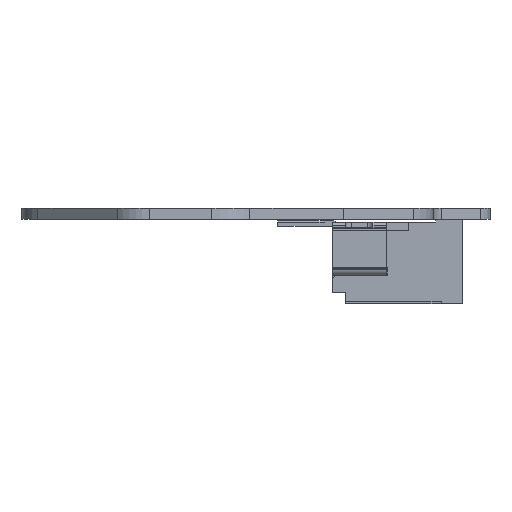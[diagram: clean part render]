
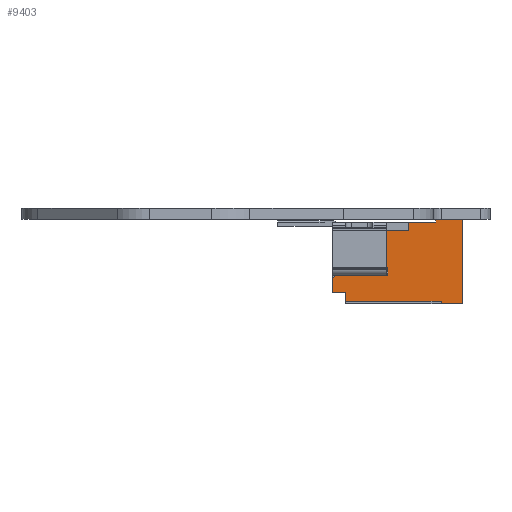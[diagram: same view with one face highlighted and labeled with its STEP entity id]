
A CAD part, left-side view. The second image highlights one B-rep face of the part: STEP entity #9403.
In plain terms, the highlighted face is planar.
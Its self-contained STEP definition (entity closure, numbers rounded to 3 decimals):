
#3022 = VERTEX_POINT('',#3023);
#3023 = CARTESIAN_POINT('',(7.9,2.05,2.));
#4509 = VERTEX_POINT('',#4510);
#4510 = CARTESIAN_POINT('',(7.9,1.77,0.));
#4516 = EDGE_CURVE('',#4517,#4509,#4519,.T.);
#4517 = VERTEX_POINT('',#4518);
#4518 = CARTESIAN_POINT('',(7.9,0.4,0.));
#4519 = LINE('',#4520,#4521);
#4520 = CARTESIAN_POINT('',(7.9,0.4,0.));
#4521 = VECTOR('',#4522,1.);
#4522 = DIRECTION('',(0.,1.,0.));
#4589 = VERTEX_POINT('',#4590);
#4590 = CARTESIAN_POINT('',(7.9,2.7,0.));
#4596 = EDGE_CURVE('',#4597,#4589,#4599,.T.);
#4597 = VERTEX_POINT('',#4598);
#4598 = CARTESIAN_POINT('',(7.9,2.17,0.));
#4599 = LINE('',#4600,#4601);
#4600 = CARTESIAN_POINT('',(7.9,2.17,0.));
#4601 = VECTOR('',#4602,1.);
#4602 = DIRECTION('',(0.,1.,0.));
#7667 = VERTEX_POINT('',#7668);
#7668 = CARTESIAN_POINT('',(7.9,3.,0.5));
#7674 = EDGE_CURVE('',#7667,#7675,#7677,.T.);
#7675 = VERTEX_POINT('',#7676);
#7676 = CARTESIAN_POINT('',(7.9,2.7,0.5));
#7677 = LINE('',#7678,#7679);
#7678 = CARTESIAN_POINT('',(7.9,3.,0.5));
#7679 = VECTOR('',#7680,1.);
#7680 = DIRECTION('',(0.,-1.,0.));
#8856 = VERTEX_POINT('',#8857);
#8857 = CARTESIAN_POINT('',(7.9,0.,4.8));
#8863 = EDGE_CURVE('',#8864,#8856,#8866,.T.);
#8864 = VERTEX_POINT('',#8865);
#8865 = CARTESIAN_POINT('',(7.9,3.1,4.8));
#8866 = LINE('',#8867,#8868);
#8867 = CARTESIAN_POINT('',(7.9,3.1,4.8));
#8868 = VECTOR('',#8869,1.);
#8869 = DIRECTION('',(0.,-1.,0.));
#9328 = EDGE_CURVE('',#9329,#8864,#9331,.T.);
#9329 = VERTEX_POINT('',#9330);
#9330 = CARTESIAN_POINT('',(7.9,3.1,4.));
#9331 = LINE('',#9332,#9333);
#9332 = CARTESIAN_POINT('',(7.9,3.1,4.));
#9333 = VECTOR('',#9334,1.);
#9334 = DIRECTION('',(0.,0.,1.));
#9385 = VERTEX_POINT('',#9386);
#9386 = CARTESIAN_POINT('',(7.9,3.,4.));
#9392 = EDGE_CURVE('',#7667,#9385,#9393,.T.);
#9393 = LINE('',#9394,#9395);
#9394 = CARTESIAN_POINT('',(7.9,3.,0.5));
#9395 = VECTOR('',#9396,1.);
#9396 = DIRECTION('',(0.,0.,1.));
#9403 = ADVANCED_FACE('',(#9404),#9498,.T.);
#9404 = FACE_BOUND('',#9405,.T.);
#9405 = EDGE_LOOP('',(#9406,#9414,#9415,#9421,#9422,#9423,#9429,#9430,
    #9431,#9439,#9447,#9455,#9463,#9469,#9470,#9478,#9486,#9492));
#9406 = ORIENTED_EDGE('',*,*,#9407,.F.);
#9407 = EDGE_CURVE('',#4597,#9408,#9410,.T.);
#9408 = VERTEX_POINT('',#9409);
#9409 = CARTESIAN_POINT('',(7.9,2.05,0.12));
#9410 = LINE('',#9411,#9412);
#9411 = CARTESIAN_POINT('',(7.9,2.17,0.));
#9412 = VECTOR('',#9413,1.);
#9413 = DIRECTION('',(0.,-0.707,0.707));
#9414 = ORIENTED_EDGE('',*,*,#4596,.T.);
#9415 = ORIENTED_EDGE('',*,*,#9416,.T.);
#9416 = EDGE_CURVE('',#4589,#7675,#9417,.T.);
#9417 = LINE('',#9418,#9419);
#9418 = CARTESIAN_POINT('',(7.9,2.7,0.));
#9419 = VECTOR('',#9420,1.);
#9420 = DIRECTION('',(0.,0.,1.));
#9421 = ORIENTED_EDGE('',*,*,#7674,.F.);
#9422 = ORIENTED_EDGE('',*,*,#9392,.T.);
#9423 = ORIENTED_EDGE('',*,*,#9424,.F.);
#9424 = EDGE_CURVE('',#9329,#9385,#9425,.T.);
#9425 = LINE('',#9426,#9427);
#9426 = CARTESIAN_POINT('',(7.9,3.1,4.));
#9427 = VECTOR('',#9428,1.);
#9428 = DIRECTION('',(0.,-1.,0.));
#9429 = ORIENTED_EDGE('',*,*,#9328,.T.);
#9430 = ORIENTED_EDGE('',*,*,#8863,.T.);
#9431 = ORIENTED_EDGE('',*,*,#9432,.T.);
#9432 = EDGE_CURVE('',#8856,#9433,#9435,.T.);
#9433 = VERTEX_POINT('',#9434);
#9434 = CARTESIAN_POINT('',(7.9,0.,3.8));
#9435 = LINE('',#9436,#9437);
#9436 = CARTESIAN_POINT('',(7.9,0.,4.8));
#9437 = VECTOR('',#9438,1.);
#9438 = DIRECTION('',(0.,0.,-1.));
#9439 = ORIENTED_EDGE('',*,*,#9440,.T.);
#9440 = EDGE_CURVE('',#9433,#9441,#9443,.T.);
#9441 = VERTEX_POINT('',#9442);
#9442 = CARTESIAN_POINT('',(7.9,0.1,3.8));
#9443 = LINE('',#9444,#9445);
#9444 = CARTESIAN_POINT('',(7.9,0.,3.8));
#9445 = VECTOR('',#9446,1.);
#9446 = DIRECTION('',(0.,1.,0.));
#9447 = ORIENTED_EDGE('',*,*,#9448,.T.);
#9448 = EDGE_CURVE('',#9441,#9449,#9451,.T.);
#9449 = VERTEX_POINT('',#9450);
#9450 = CARTESIAN_POINT('',(7.9,0.1,2.8));
#9451 = LINE('',#9452,#9453);
#9452 = CARTESIAN_POINT('',(7.9,0.1,3.8));
#9453 = VECTOR('',#9454,1.);
#9454 = DIRECTION('',(0.,0.,-1.));
#9455 = ORIENTED_EDGE('',*,*,#9456,.T.);
#9456 = EDGE_CURVE('',#9449,#9457,#9459,.T.);
#9457 = VERTEX_POINT('',#9458);
#9458 = CARTESIAN_POINT('',(7.9,0.4,2.8));
#9459 = LINE('',#9460,#9461);
#9460 = CARTESIAN_POINT('',(7.9,0.1,2.8));
#9461 = VECTOR('',#9462,1.);
#9462 = DIRECTION('',(0.,1.,0.));
#9463 = ORIENTED_EDGE('',*,*,#9464,.F.);
#9464 = EDGE_CURVE('',#4517,#9457,#9465,.T.);
#9465 = LINE('',#9466,#9467);
#9466 = CARTESIAN_POINT('',(7.9,0.4,0.));
#9467 = VECTOR('',#9468,1.);
#9468 = DIRECTION('',(0.,0.,1.));
#9469 = ORIENTED_EDGE('',*,*,#4516,.T.);
#9470 = ORIENTED_EDGE('',*,*,#9471,.T.);
#9471 = EDGE_CURVE('',#4509,#9472,#9474,.T.);
#9472 = VERTEX_POINT('',#9473);
#9473 = CARTESIAN_POINT('',(7.9,1.77,2.05));
#9474 = LINE('',#9475,#9476);
#9475 = CARTESIAN_POINT('',(7.9,1.77,0.));
#9476 = VECTOR('',#9477,1.);
#9477 = DIRECTION('',(0.,0.,1.));
#9478 = ORIENTED_EDGE('',*,*,#9479,.T.);
#9479 = EDGE_CURVE('',#9472,#9480,#9482,.T.);
#9480 = VERTEX_POINT('',#9481);
#9481 = CARTESIAN_POINT('',(7.9,2.05,2.05));
#9482 = LINE('',#9483,#9484);
#9483 = CARTESIAN_POINT('',(7.9,1.77,2.05));
#9484 = VECTOR('',#9485,1.);
#9485 = DIRECTION('',(0.,1.,0.));
#9486 = ORIENTED_EDGE('',*,*,#9487,.F.);
#9487 = EDGE_CURVE('',#3022,#9480,#9488,.T.);
#9488 = LINE('',#9489,#9490);
#9489 = CARTESIAN_POINT('',(7.9,2.05,2.));
#9490 = VECTOR('',#9491,1.);
#9491 = DIRECTION('',(0.,0.,1.));
#9492 = ORIENTED_EDGE('',*,*,#9493,.F.);
#9493 = EDGE_CURVE('',#9408,#3022,#9494,.T.);
#9494 = LINE('',#9495,#9496);
#9495 = CARTESIAN_POINT('',(7.9,2.05,0.12));
#9496 = VECTOR('',#9497,1.);
#9497 = DIRECTION('',(0.,0.,1.));
#9498 = PLANE('',#9499);
#9499 = AXIS2_PLACEMENT_3D('',#9500,#9501,#9502);
#9500 = CARTESIAN_POINT('',(7.9,0.,0.));
#9501 = DIRECTION('',(1.,0.,0.));
#9502 = DIRECTION('',(-0.,1.,0.));
